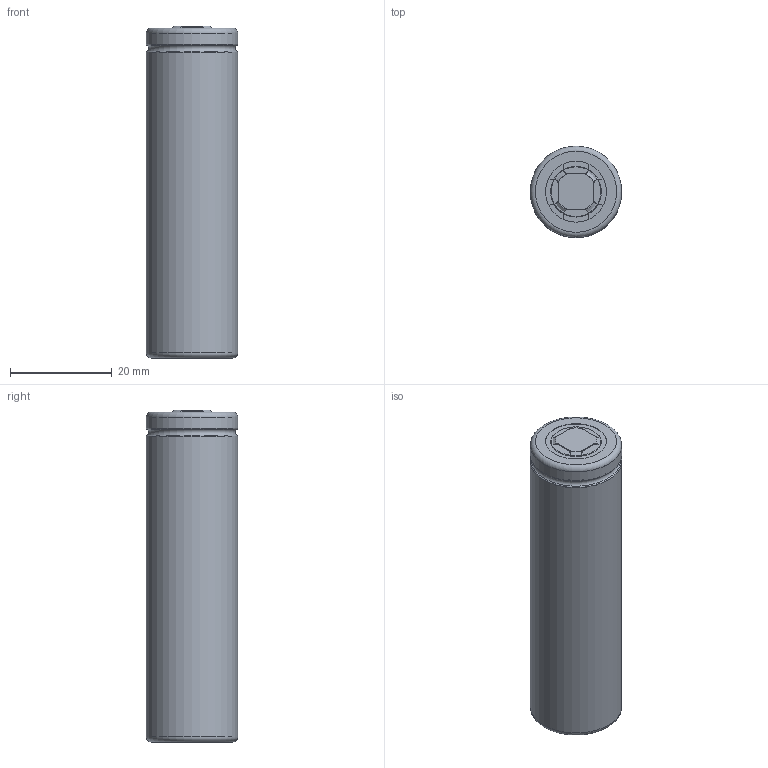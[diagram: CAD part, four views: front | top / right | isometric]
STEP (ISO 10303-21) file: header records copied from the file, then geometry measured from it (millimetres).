
FILE_DESCRIPTION(('STEP AP214'), '1');
FILE_NAME('18650', '2023-08-02T19:55:10', (''), (''), 'C3D Converter', 'C3D Toolkit', '');
FILE_SCHEMA(('AUTOMOTIVE_DESIGN { 1 0 10303 214 3 1 1}'));
Length unit declared in the file: millimetre
Bounding box: 18 x 18 x 65.4 mm (x, y, z)
Volume: 13576.1 mm3; surface area: 11887.1 mm2
Topology: 4 solids, 4 shells, 72 faces, 168 edges, 108 vertices
Faces by surface type: plane 32, cylinder 21, torus 10, cone 9
Full cylindrical faces by diameter (mm): 10 x1, 12 x1, 15.58 x1, 15.6 x1, 16 x1, 17.6 x2, 18 x2
Entity records: 2773 total; most frequent: CARTESIAN_POINT 521, DIRECTION 362, ORIENTED_EDGE 296, AXIS2_PLACEMENT_3D 157, EDGE_CURVE 148, VERTEX_POINT 108, EDGE_LOOP 98, CIRCLE 84
